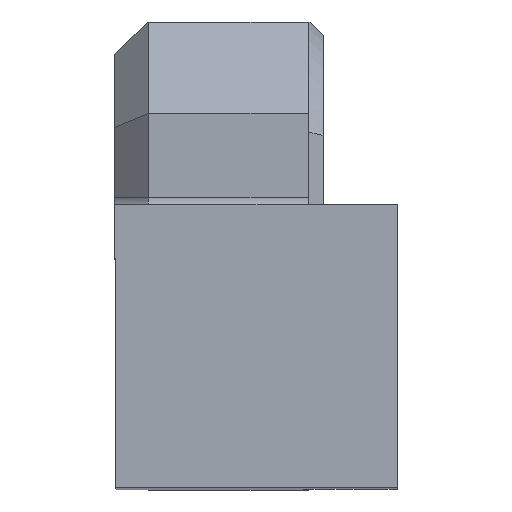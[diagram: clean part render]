
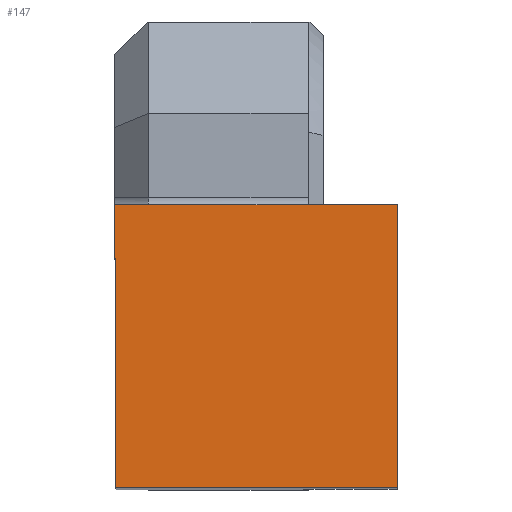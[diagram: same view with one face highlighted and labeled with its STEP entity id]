
A CAD part, top view. The second image highlights one B-rep face of the part: STEP entity #147.
In plain terms, the highlighted planar face has unit normal (0, 0, 1).
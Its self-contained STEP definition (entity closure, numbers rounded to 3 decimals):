
#147=ADVANCED_FACE('',(#222),#198,.F.);
#198=PLANE('',#895);
#222=FACE_OUTER_BOUND('',#249,.T.);
#249=EDGE_LOOP('',(#413,#414,#415,#416));
#413=ORIENTED_EDGE('',*,*,#666,.T.);
#414=ORIENTED_EDGE('',*,*,#673,.T.);
#415=ORIENTED_EDGE('',*,*,#679,.T.);
#416=ORIENTED_EDGE('',*,*,#682,.T.);
#582=VERTEX_POINT('',#1298);
#583=VERTEX_POINT('',#1300);
#587=VERTEX_POINT('',#1311);
#591=VERTEX_POINT('',#1322);
#666=EDGE_CURVE('',#583,#582,#760,.T.);
#673=EDGE_CURVE('',#582,#587,#765,.T.);
#679=EDGE_CURVE('',#587,#591,#771,.T.);
#682=EDGE_CURVE('',#591,#583,#774,.T.);
#760=LINE('',#1299,#815);
#765=LINE('',#1312,#820);
#771=LINE('',#1323,#826);
#774=LINE('',#1329,#829);
#815=VECTOR('',#1024,1.);
#820=VECTOR('',#1035,1.);
#826=VECTOR('',#1043,1.);
#829=VECTOR('',#1048,1.);
#895=AXIS2_PLACEMENT_3D('',#1334,#1054,#1055);
#1024=DIRECTION('',(0.004,-1.,0.));
#1035=DIRECTION('',(1.,0.,0.));
#1043=DIRECTION('',(0.,1.,0.));
#1048=DIRECTION('',(-1.,0.,0.));
#1054=DIRECTION('',(0.,0.,-1.));
#1055=DIRECTION('',(-1.,0.,0.));
#1298=CARTESIAN_POINT('',(0.109,0.,0.));
#1299=CARTESIAN_POINT('',(0.,24.875,0.));
#1300=CARTESIAN_POINT('',(0.,24.875,0.));
#1311=CARTESIAN_POINT('',(24.875,0.,0.));
#1312=CARTESIAN_POINT('',(0.109,0.,0.));
#1322=CARTESIAN_POINT('',(24.875,24.875,0.));
#1323=CARTESIAN_POINT('',(24.875,0.,0.));
#1329=CARTESIAN_POINT('',(24.875,24.875,0.));
#1334=CARTESIAN_POINT('',(0.109,0.,0.));
